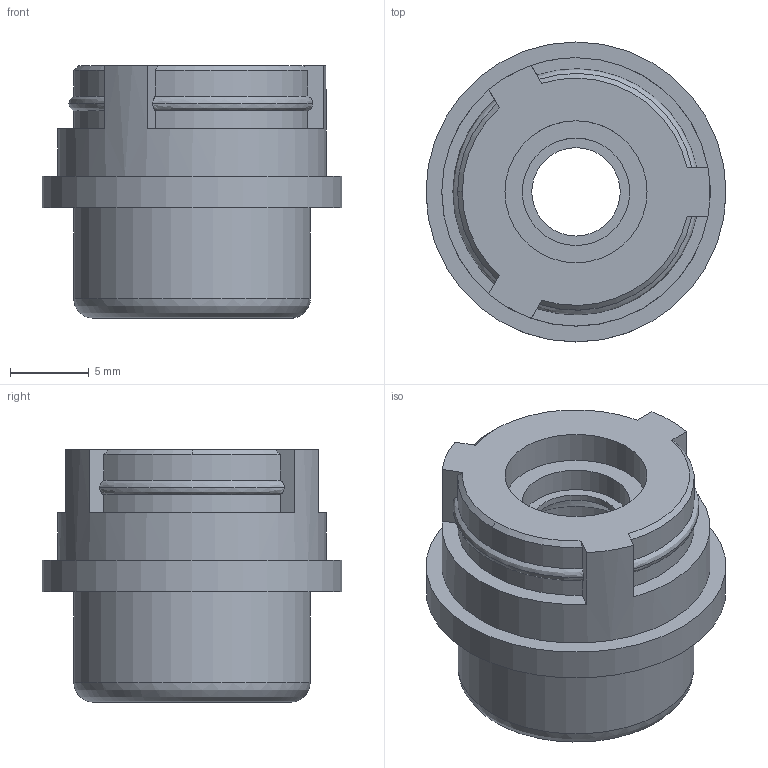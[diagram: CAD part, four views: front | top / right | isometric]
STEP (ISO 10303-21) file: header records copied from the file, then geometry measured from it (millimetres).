
FILE_DESCRIPTION(/* description */ (''),/* implementation_level */ '2;1');
FILE_NAME(/* name */ '100740437ugm000_a.stp',/* time_stamp */ '2017-09-26T12:29:44+02:00',/* author */ (''),/* organization */ (''),/* preprocessor_version */ 'ST-DEVELOPER v16',/* originating_system */ 'SIEMENS PLM Software NX 10.0',/* authorisation */ '');
FILE_SCHEMA (('AUTOMOTIVE_DESIGN { 1 0 10303 214 3 1 1 1 }'));
Length unit declared in the file: millimetre
Products named in the file (1): 100740437ugm000_a
Bounding box: 19 x 19 x 16 mm (x, y, z)
Volume: 2322.3 mm3; surface area: 1713.2 mm2
Topology: 1 solids, 1 shells, 41 faces, 105 edges, 71 vertices
Faces by surface type: plane 15, cylinder 13, bspline 7, cone 6
Full cylindrical faces by diameter (mm): 5.6 x1, 6.8 x1, 8.8 x1, 9 x1, 15 x1, 17 x1, 19 x1
Entity records: 1489 total; most frequent: CARTESIAN_POINT 500, DIRECTION 193, ORIENTED_EDGE 190, EDGE_CURVE 95, AXIS2_PLACEMENT_3D 81, VERTEX_POINT 70, EDGE_LOOP 57, CIRCLE 46
